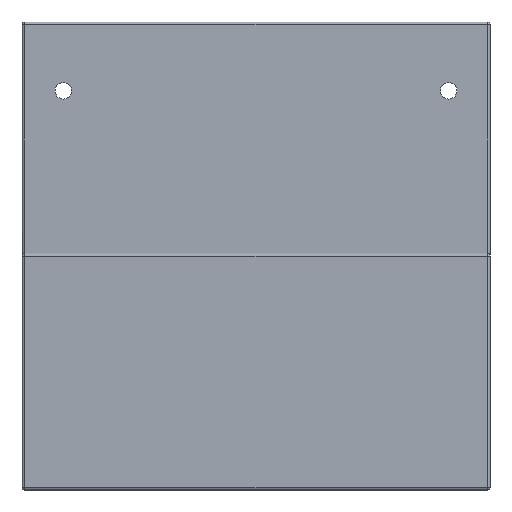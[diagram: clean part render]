
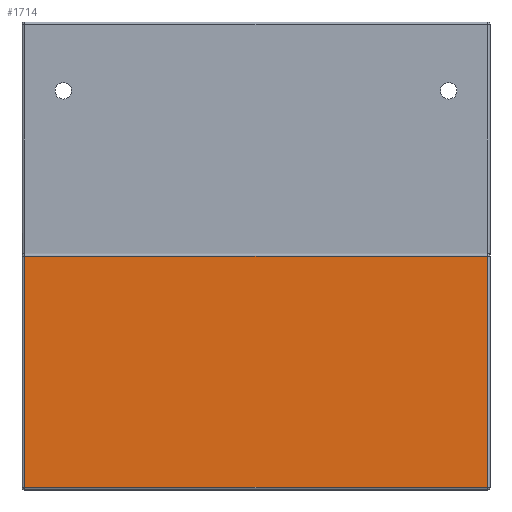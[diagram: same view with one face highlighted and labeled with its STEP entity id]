
A CAD part, front view. The second image highlights one B-rep face of the part: STEP entity #1714.
In plain terms, the highlighted planar face has unit normal (0, -1, 0).
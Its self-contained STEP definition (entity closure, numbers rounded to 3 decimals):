
#125 = CYLINDRICAL_SURFACE('',#126,0.5);
#126 = AXIS2_PLACEMENT_3D('',#127,#128,#129);
#127 = CARTESIAN_POINT('',(-37.,-43.5,-96.5));
#128 = DIRECTION('',(0.,0.,1.));
#129 = DIRECTION('',(-1.,0.,0.));
#613 = VERTEX_POINT('',#614);
#614 = CARTESIAN_POINT('',(-37.,-44.,-96.));
#634 = EDGE_CURVE('',#613,#635,#637,.T.);
#635 = VERTEX_POINT('',#636);
#636 = CARTESIAN_POINT('',(-37.,-44.,-54.));
#637 = SURFACE_CURVE('',#638,(#642,#648),.PCURVE_S1.);
#638 = LINE('',#639,#640);
#639 = CARTESIAN_POINT('',(-37.,-44.,-96.5));
#640 = VECTOR('',#641,1.);
#641 = DIRECTION('',(0.,0.,1.));
#642 = PCURVE('',#125,#643);
#643 = DEFINITIONAL_REPRESENTATION('',(#644),#647);
#644 = B_SPLINE_CURVE_WITH_KNOTS('',1,(#645,#646),.UNSPECIFIED.,.F.,.F.,
  (2,2),(0.5,42.5),.PIECEWISE_BEZIER_KNOTS.);
#645 = CARTESIAN_POINT('',(1.571,0.5));
#646 = CARTESIAN_POINT('',(1.571,42.5));
#647 = ( GEOMETRIC_REPRESENTATION_CONTEXT(2) 
PARAMETRIC_REPRESENTATION_CONTEXT() REPRESENTATION_CONTEXT('2D SPACE',''
  ) );
#648 = PCURVE('',#649,#654);
#649 = PLANE('',#650);
#650 = AXIS2_PLACEMENT_3D('',#651,#652,#653);
#651 = CARTESIAN_POINT('',(5.,-44.,-54.));
#652 = DIRECTION('',(0.,1.,0.));
#653 = DIRECTION('',(-1.,0.,0.));
#654 = DEFINITIONAL_REPRESENTATION('',(#655),#659);
#655 = LINE('',#656,#657);
#656 = CARTESIAN_POINT('',(42.,-42.5));
#657 = VECTOR('',#658,1.);
#658 = DIRECTION('',(0.,1.));
#659 = ( GEOMETRIC_REPRESENTATION_CONTEXT(2) 
PARAMETRIC_REPRESENTATION_CONTEXT() REPRESENTATION_CONTEXT('2D SPACE',''
  ) );
#1417 = CYLINDRICAL_SURFACE('',#1418,0.5);
#1418 = AXIS2_PLACEMENT_3D('',#1419,#1420,#1421);
#1419 = CARTESIAN_POINT('',(47.5,-43.5,-96.));
#1420 = DIRECTION('',(-1.,0.,0.));
#1421 = DIRECTION('',(0.,-1.,0.));
#1561 = CYLINDRICAL_SURFACE('',#1562,0.5);
#1562 = AXIS2_PLACEMENT_3D('',#1563,#1564,#1565);
#1563 = CARTESIAN_POINT('',(-37.5,-43.5,-54.));
#1564 = DIRECTION('',(1.,0.,0.));
#1565 = DIRECTION('',(0.,0.,1.));
#1714 = ADVANCED_FACE('',(#1715),#649,.F.);
#1715 = FACE_BOUND('',#1716,.F.);
#1716 = EDGE_LOOP('',(#1717,#1718,#1740,#1767));
#1717 = ORIENTED_EDGE('',*,*,#634,.T.);
#1718 = ORIENTED_EDGE('',*,*,#1719,.T.);
#1719 = EDGE_CURVE('',#635,#1720,#1722,.T.);
#1720 = VERTEX_POINT('',#1721);
#1721 = CARTESIAN_POINT('',(47.,-44.,-54.));
#1722 = SURFACE_CURVE('',#1723,(#1727,#1734),.PCURVE_S1.);
#1723 = LINE('',#1724,#1725);
#1724 = CARTESIAN_POINT('',(-37.5,-44.,-54.));
#1725 = VECTOR('',#1726,1.);
#1726 = DIRECTION('',(1.,0.,0.));
#1727 = PCURVE('',#649,#1728);
#1728 = DEFINITIONAL_REPRESENTATION('',(#1729),#1733);
#1729 = LINE('',#1730,#1731);
#1730 = CARTESIAN_POINT('',(42.5,0.));
#1731 = VECTOR('',#1732,1.);
#1732 = DIRECTION('',(-1.,0.));
#1733 = ( GEOMETRIC_REPRESENTATION_CONTEXT(2) 
PARAMETRIC_REPRESENTATION_CONTEXT() REPRESENTATION_CONTEXT('2D SPACE',''
  ) );
#1734 = PCURVE('',#1561,#1735);
#1735 = DEFINITIONAL_REPRESENTATION('',(#1736),#1739);
#1736 = B_SPLINE_CURVE_WITH_KNOTS('',1,(#1737,#1738),.UNSPECIFIED.,.F.,
  .F.,(2,2),(0.5,84.5),.PIECEWISE_BEZIER_KNOTS.);
#1737 = CARTESIAN_POINT('',(1.571,0.5));
#1738 = CARTESIAN_POINT('',(1.571,84.5));
#1739 = ( GEOMETRIC_REPRESENTATION_CONTEXT(2) 
PARAMETRIC_REPRESENTATION_CONTEXT() REPRESENTATION_CONTEXT('2D SPACE',''
  ) );
#1740 = ORIENTED_EDGE('',*,*,#1741,.T.);
#1741 = EDGE_CURVE('',#1720,#1742,#1744,.T.);
#1742 = VERTEX_POINT('',#1743);
#1743 = CARTESIAN_POINT('',(47.,-44.,-96.));
#1744 = SURFACE_CURVE('',#1745,(#1749,#1756),.PCURVE_S1.);
#1745 = LINE('',#1746,#1747);
#1746 = CARTESIAN_POINT('',(47.,-44.,-53.5));
#1747 = VECTOR('',#1748,1.);
#1748 = DIRECTION('',(0.,0.,-1.));
#1749 = PCURVE('',#649,#1750);
#1750 = DEFINITIONAL_REPRESENTATION('',(#1751),#1755);
#1751 = LINE('',#1752,#1753);
#1752 = CARTESIAN_POINT('',(-42.,0.5));
#1753 = VECTOR('',#1754,1.);
#1754 = DIRECTION('',(0.,-1.));
#1755 = ( GEOMETRIC_REPRESENTATION_CONTEXT(2) 
PARAMETRIC_REPRESENTATION_CONTEXT() REPRESENTATION_CONTEXT('2D SPACE',''
  ) );
#1756 = PCURVE('',#1757,#1762);
#1757 = CYLINDRICAL_SURFACE('',#1758,0.5);
#1758 = AXIS2_PLACEMENT_3D('',#1759,#1760,#1761);
#1759 = CARTESIAN_POINT('',(47.,-43.5,-53.5));
#1760 = DIRECTION('',(0.,0.,-1.));
#1761 = DIRECTION('',(0.,-1.,0.));
#1762 = DEFINITIONAL_REPRESENTATION('',(#1763),#1766);
#1763 = B_SPLINE_CURVE_WITH_KNOTS('',1,(#1764,#1765),.UNSPECIFIED.,.F.,
  .F.,(2,2),(0.5,42.5),.PIECEWISE_BEZIER_KNOTS.);
#1764 = CARTESIAN_POINT('',(0.,0.5));
#1765 = CARTESIAN_POINT('',(0.,42.5));
#1766 = ( GEOMETRIC_REPRESENTATION_CONTEXT(2) 
PARAMETRIC_REPRESENTATION_CONTEXT() REPRESENTATION_CONTEXT('2D SPACE',''
  ) );
#1767 = ORIENTED_EDGE('',*,*,#1768,.T.);
#1768 = EDGE_CURVE('',#1742,#613,#1769,.T.);
#1769 = SURFACE_CURVE('',#1770,(#1774,#1781),.PCURVE_S1.);
#1770 = LINE('',#1771,#1772);
#1771 = CARTESIAN_POINT('',(47.5,-44.,-96.));
#1772 = VECTOR('',#1773,1.);
#1773 = DIRECTION('',(-1.,0.,0.));
#1774 = PCURVE('',#649,#1775);
#1775 = DEFINITIONAL_REPRESENTATION('',(#1776),#1780);
#1776 = LINE('',#1777,#1778);
#1777 = CARTESIAN_POINT('',(-42.5,-42.));
#1778 = VECTOR('',#1779,1.);
#1779 = DIRECTION('',(1.,0.));
#1780 = ( GEOMETRIC_REPRESENTATION_CONTEXT(2) 
PARAMETRIC_REPRESENTATION_CONTEXT() REPRESENTATION_CONTEXT('2D SPACE',''
  ) );
#1781 = PCURVE('',#1417,#1782);
#1782 = DEFINITIONAL_REPRESENTATION('',(#1783),#1786);
#1783 = B_SPLINE_CURVE_WITH_KNOTS('',1,(#1784,#1785),.UNSPECIFIED.,.F.,
  .F.,(2,2),(0.5,84.5),.PIECEWISE_BEZIER_KNOTS.);
#1784 = CARTESIAN_POINT('',(0.,0.5));
#1785 = CARTESIAN_POINT('',(0.,84.5));
#1786 = ( GEOMETRIC_REPRESENTATION_CONTEXT(2) 
PARAMETRIC_REPRESENTATION_CONTEXT() REPRESENTATION_CONTEXT('2D SPACE',''
  ) );
